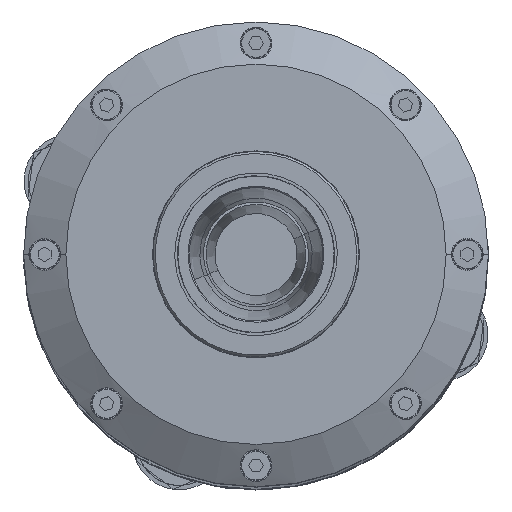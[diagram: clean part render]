
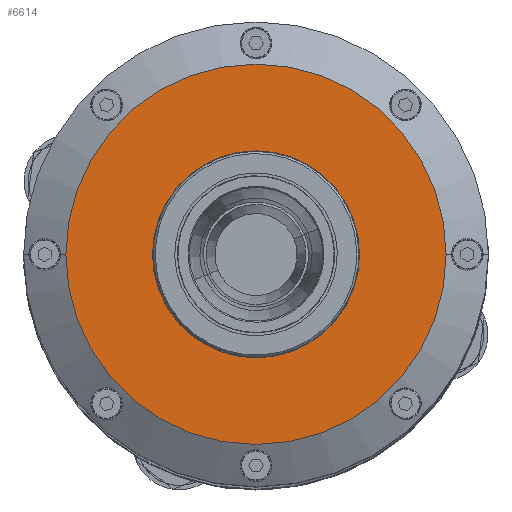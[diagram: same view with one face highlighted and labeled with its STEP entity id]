
A CAD part, top view. The second image highlights one B-rep face of the part: STEP entity #6614.
In plain terms, the highlighted face is planar.
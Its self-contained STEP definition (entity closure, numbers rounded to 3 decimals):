
#752 = DIRECTION ( 'NONE',  ( -1., 0., 0. ) ) ;
#1059 = CARTESIAN_POINT ( 'NONE',  ( 5.119, 0., 0. ) ) ;
#1559 = PLANE ( 'NONE',  #6866 ) ;
#1571 = CARTESIAN_POINT ( 'NONE',  ( 5.119, 0., -24.5 ) ) ;
#1619 = DIRECTION ( 'NONE',  ( -1., 0., 0. ) ) ;
#1734 = CIRCLE ( 'NONE', #3026, 45. ) ;
#2215 = DIRECTION ( 'NONE',  ( 0., 0., 1. ) ) ;
#3026 = AXIS2_PLACEMENT_3D ( 'NONE', #8435, #1619, #9563 ) ;
#4003 = ORIENTED_EDGE ( 'NONE', *, *, #8391, .T. ) ;
#4102 = CARTESIAN_POINT ( 'NONE',  ( 5.119, 0., 0. ) ) ;
#4215 = EDGE_CURVE ( 'NONE', #7186, #13642, #14480, .T. ) ;
#4313 = AXIS2_PLACEMENT_3D ( 'NONE', #7572, #752, #8728 ) ;
#4377 = ORIENTED_EDGE ( 'NONE', *, *, #12422, .F. ) ;
#4411 = FACE_BOUND ( 'NONE', #12220, .T. ) ;
#4574 = CIRCLE ( 'NONE', #12890, 24.5 ) ;
#4780 = FACE_OUTER_BOUND ( 'NONE', #10884, .T. ) ;
#5077 = CIRCLE ( 'NONE', #4313, 45. ) ;
#5239 = DIRECTION ( 'NONE',  ( 0., 0., 1. ) ) ;
#5520 = VERTEX_POINT ( 'NONE', #10504 ) ;
#6101 = DIRECTION ( 'NONE',  ( 0., 0., -1. ) ) ;
#6614 = ADVANCED_FACE ( 'NONE', ( #4780, #4411 ), #1559, .F. ) ;
#6866 = AXIS2_PLACEMENT_3D ( 'NONE', #7210, #12932, #6101 ) ;
#7186 = VERTEX_POINT ( 'NONE', #10498 ) ;
#7210 = CARTESIAN_POINT ( 'NONE',  ( 5.119, 45., 0. ) ) ;
#7572 = CARTESIAN_POINT ( 'NONE',  ( 5.119, 0., 0. ) ) ;
#7626 = AXIS2_PLACEMENT_3D ( 'NONE', #4102, #12057, #5239 ) ;
#8391 = EDGE_CURVE ( 'NONE', #5520, #14489, #1734, .T. ) ;
#8435 = CARTESIAN_POINT ( 'NONE',  ( 5.119, 0., 0. ) ) ;
#8591 = ORIENTED_EDGE ( 'NONE', *, *, #4215, .F. ) ;
#8728 = DIRECTION ( 'NONE',  ( 0., 0., 1. ) ) ;
#9024 = DIRECTION ( 'NONE',  ( -1., 0., 0. ) ) ;
#9563 = DIRECTION ( 'NONE',  ( 0., 0., 1. ) ) ;
#10498 = CARTESIAN_POINT ( 'NONE',  ( 5.119, 0., 24.5 ) ) ;
#10504 = CARTESIAN_POINT ( 'NONE',  ( 5.119, 0., -45. ) ) ;
#10884 = EDGE_LOOP ( 'NONE', ( #4003, #14050 ) ) ;
#12057 = DIRECTION ( 'NONE',  ( -1., 0., 0. ) ) ;
#12220 = EDGE_LOOP ( 'NONE', ( #8591, #4377 ) ) ;
#12422 = EDGE_CURVE ( 'NONE', #13642, #7186, #4574, .T. ) ;
#12689 = CARTESIAN_POINT ( 'NONE',  ( 5.119, 0., 45. ) ) ;
#12890 = AXIS2_PLACEMENT_3D ( 'NONE', #1059, #9024, #2215 ) ;
#12932 = DIRECTION ( 'NONE',  ( 1., 0., 0. ) ) ;
#13642 = VERTEX_POINT ( 'NONE', #1571 ) ;
#13863 = EDGE_CURVE ( 'NONE', #14489, #5520, #5077, .T. ) ;
#14050 = ORIENTED_EDGE ( 'NONE', *, *, #13863, .T. ) ;
#14480 = CIRCLE ( 'NONE', #7626, 24.5 ) ;
#14489 = VERTEX_POINT ( 'NONE', #12689 ) ;
